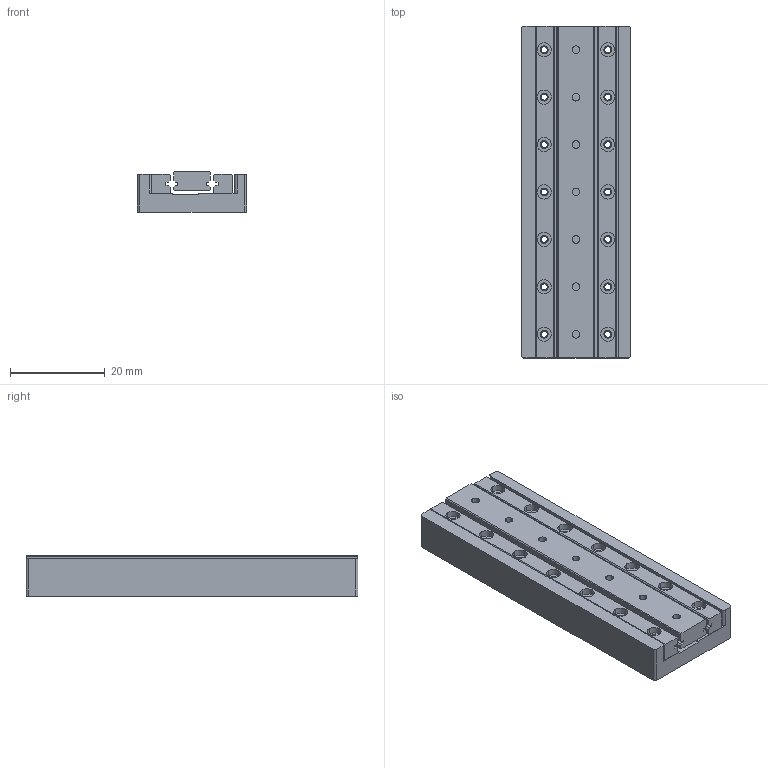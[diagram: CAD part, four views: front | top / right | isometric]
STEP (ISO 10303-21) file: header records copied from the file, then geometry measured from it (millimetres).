
FILE_DESCRIPTION (( 'STEP AP214' ), '1' );
FILE_NAME ('SLC-1770-S-NM.STEP', '2012-12-07T09:35:08', ( '' ), ( '' ), 'SwSTEP 2.0', 'SolidWorks 2013', '' );
FILE_SCHEMA (( 'AUTOMOTIVE_DESIGN' ));
Length unit declared in the file: millimetre
Products named in the file (5): Schlitten_1770; Führung_1770_nm; Schiene_1770; SLC-1770-S-NM
Assembly tree (5 placements, depth 3):
  SLC-1770-S-NM
    SLC-1770-S-NM
    Führung_1770_nm
      Schiene_1770  x2
    Schlitten_1770
Bounding box: 23 x 70 x 8.5 mm (x, y, z)
Volume: 11469.8 mm3; surface area: 10301.3 mm2
Topology: 4 solids, 4 shells, 243 faces, 640 edges, 425 vertices
Faces by surface type: cylinder 152, plane 89, cone 2
Entity records: 7094 total; most frequent: DIRECTION 1162, CARTESIAN_POINT 1054, ORIENTED_EDGE 1024, EDGE_CURVE 512, AXIS2_PLACEMENT_3D 449, VERTEX_POINT 341, EDGE_LOOP 293, LINE 264
